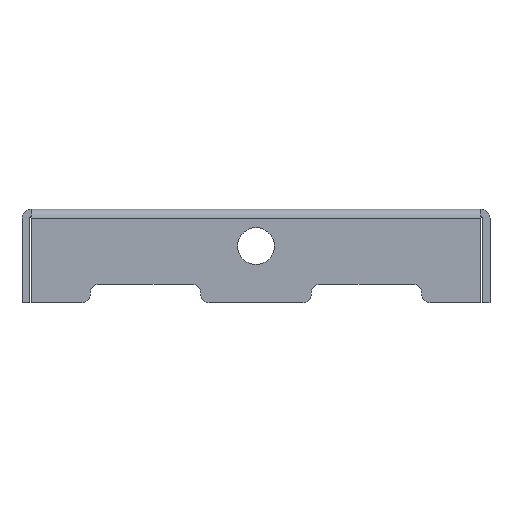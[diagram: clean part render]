
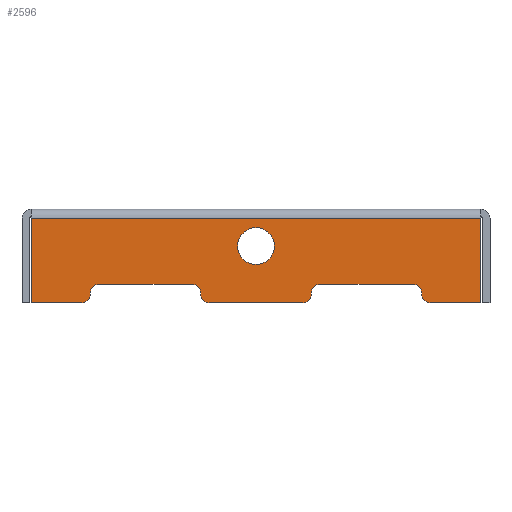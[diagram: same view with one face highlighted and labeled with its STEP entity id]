
A CAD part, front view. The second image highlights one B-rep face of the part: STEP entity #2596.
In plain terms, the highlighted planar face has unit normal (0, -1, 0).
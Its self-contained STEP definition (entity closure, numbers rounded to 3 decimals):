
#185=CIRCLE('',#2843,0.23);
#186=CIRCLE('',#2844,0.23);
#187=CIRCLE('',#2845,0.23);
#188=CIRCLE('',#2846,0.23);
#189=CIRCLE('',#2847,0.23);
#190=CIRCLE('',#2848,0.23);
#191=CIRCLE('',#2849,0.23);
#192=CIRCLE('',#2850,0.23);
#193=CIRCLE('',#2851,0.5);
#610=ORIENTED_EDGE('',*,*,#1240,.F.);
#611=ORIENTED_EDGE('',*,*,#1241,.T.);
#612=ORIENTED_EDGE('',*,*,#1242,.T.);
#613=ORIENTED_EDGE('',*,*,#1243,.T.);
#614=ORIENTED_EDGE('',*,*,#1244,.T.);
#615=ORIENTED_EDGE('',*,*,#1245,.T.);
#616=ORIENTED_EDGE('',*,*,#1246,.F.);
#617=ORIENTED_EDGE('',*,*,#1247,.T.);
#618=ORIENTED_EDGE('',*,*,#1248,.F.);
#619=ORIENTED_EDGE('',*,*,#1249,.T.);
#620=ORIENTED_EDGE('',*,*,#1250,.T.);
#621=ORIENTED_EDGE('',*,*,#1251,.T.);
#622=ORIENTED_EDGE('',*,*,#1252,.T.);
#623=ORIENTED_EDGE('',*,*,#1253,.T.);
#624=ORIENTED_EDGE('',*,*,#1254,.F.);
#625=ORIENTED_EDGE('',*,*,#1232,.F.);
#626=ORIENTED_EDGE('',*,*,#1239,.T.);
#627=ORIENTED_EDGE('',*,*,#1255,.F.);
#628=ORIENTED_EDGE('',*,*,#1256,.F.);
#629=ORIENTED_EDGE('',*,*,#1257,.T.);
#630=ORIENTED_EDGE('',*,*,#1258,.F.);
#1232=EDGE_CURVE('',#1566,#1567,#1786,.T.);
#1239=EDGE_CURVE('',#1566,#1570,#1790,.T.);
#1240=EDGE_CURVE('',#1571,#1572,#1791,.T.);
#1241=EDGE_CURVE('',#1571,#1573,#185,.T.);
#1242=EDGE_CURVE('',#1573,#1574,#1792,.T.);
#1243=EDGE_CURVE('',#1574,#1575,#186,.T.);
#1244=EDGE_CURVE('',#1575,#1576,#1793,.T.);
#1245=EDGE_CURVE('',#1576,#1577,#187,.T.);
#1246=EDGE_CURVE('',#1578,#1577,#1794,.T.);
#1247=EDGE_CURVE('',#1578,#1579,#188,.T.);
#1248=EDGE_CURVE('',#1580,#1579,#1795,.T.);
#1249=EDGE_CURVE('',#1580,#1581,#189,.T.);
#1250=EDGE_CURVE('',#1581,#1582,#1796,.T.);
#1251=EDGE_CURVE('',#1582,#1583,#190,.T.);
#1252=EDGE_CURVE('',#1583,#1584,#1797,.T.);
#1253=EDGE_CURVE('',#1584,#1585,#191,.T.);
#1254=EDGE_CURVE('',#1567,#1585,#1798,.T.);
#1255=EDGE_CURVE('',#1586,#1570,#1799,.T.);
#1256=EDGE_CURVE('',#1587,#1586,#1800,.T.);
#1257=EDGE_CURVE('',#1587,#1572,#192,.T.);
#1258=EDGE_CURVE('',#1588,#1588,#193,.T.);
#1566=VERTEX_POINT('',#4231);
#1567=VERTEX_POINT('',#4232);
#1570=VERTEX_POINT('',#4242);
#1571=VERTEX_POINT('',#4246);
#1572=VERTEX_POINT('',#4247);
#1573=VERTEX_POINT('',#4249);
#1574=VERTEX_POINT('',#4251);
#1575=VERTEX_POINT('',#4253);
#1576=VERTEX_POINT('',#4255);
#1577=VERTEX_POINT('',#4257);
#1578=VERTEX_POINT('',#4259);
#1579=VERTEX_POINT('',#4261);
#1580=VERTEX_POINT('',#4263);
#1581=VERTEX_POINT('',#4265);
#1582=VERTEX_POINT('',#4267);
#1583=VERTEX_POINT('',#4269);
#1584=VERTEX_POINT('',#4271);
#1585=VERTEX_POINT('',#4273);
#1586=VERTEX_POINT('',#4276);
#1587=VERTEX_POINT('',#4278);
#1588=VERTEX_POINT('',#4281);
#1786=LINE('',#4230,#2038);
#1790=LINE('',#4243,#2042);
#1791=LINE('',#4245,#2043);
#1792=LINE('',#4250,#2044);
#1793=LINE('',#4254,#2045);
#1794=LINE('',#4258,#2046);
#1795=LINE('',#4262,#2047);
#1796=LINE('',#4266,#2048);
#1797=LINE('',#4270,#2049);
#1798=LINE('',#4274,#2050);
#1799=LINE('',#4275,#2051);
#1800=LINE('',#4277,#2052);
#2038=VECTOR('',#3400,1000.);
#2042=VECTOR('',#3412,1000.);
#2043=VECTOR('',#3415,1000.);
#2044=VECTOR('',#3418,1000.);
#2045=VECTOR('',#3421,1000.);
#2046=VECTOR('',#3424,1000.);
#2047=VECTOR('',#3427,1000.);
#2048=VECTOR('',#3430,1000.);
#2049=VECTOR('',#3433,1000.);
#2050=VECTOR('',#3436,1000.);
#2051=VECTOR('',#3437,1000.);
#2052=VECTOR('',#3438,1000.);
#2223=EDGE_LOOP('',(#610,#611,#612,#613,#614,#615,#616,#617,#618,#619,#620,
#621,#622,#623,#624,#625,#626,#627,#628,#629));
#2224=EDGE_LOOP('',(#630));
#2381=FACE_BOUND('',#2223,.T.);
#2382=FACE_BOUND('',#2224,.T.);
#2500=PLANE('',#2842);
#2596=ADVANCED_FACE('',(#2381,#2382),#2500,.F.);
#2842=AXIS2_PLACEMENT_3D('',#4244,#3413,#3414);
#2843=AXIS2_PLACEMENT_3D('',#4248,#3416,#3417);
#2844=AXIS2_PLACEMENT_3D('',#4252,#3419,#3420);
#2845=AXIS2_PLACEMENT_3D('',#4256,#3422,#3423);
#2846=AXIS2_PLACEMENT_3D('',#4260,#3425,#3426);
#2847=AXIS2_PLACEMENT_3D('',#4264,#3428,#3429);
#2848=AXIS2_PLACEMENT_3D('',#4268,#3431,#3432);
#2849=AXIS2_PLACEMENT_3D('',#4272,#3434,#3435);
#2850=AXIS2_PLACEMENT_3D('',#4279,#3439,#3440);
#2851=AXIS2_PLACEMENT_3D('',#4280,#3441,#3442);
#3400=DIRECTION('',(0.,0.,-1.));
#3412=DIRECTION('',(-1.,0.,0.));
#3413=DIRECTION('',(0.,1.,0.));
#3414=DIRECTION('',(0.,0.,1.));
#3415=DIRECTION('',(0.,0.,-1.));
#3416=DIRECTION('',(0.,1.,0.));
#3417=DIRECTION('',(-1.,0.,0.));
#3418=DIRECTION('',(1.,0.,0.));
#3419=DIRECTION('',(0.,1.,0.));
#3420=DIRECTION('',(0.,0.,1.));
#3421=DIRECTION('',(0.,0.,-1.));
#3422=DIRECTION('',(0.,-1.,0.));
#3423=DIRECTION('',(-1.,0.,0.));
#3424=DIRECTION('',(-1.,0.,0.));
#3425=DIRECTION('',(0.,-1.,0.));
#3426=DIRECTION('',(0.,0.,-1.));
#3427=DIRECTION('',(0.,0.,-1.));
#3428=DIRECTION('',(0.,1.,0.));
#3429=DIRECTION('',(-1.,0.,0.));
#3430=DIRECTION('',(1.,0.,0.));
#3431=DIRECTION('',(0.,1.,0.));
#3432=DIRECTION('',(0.,0.,1.));
#3433=DIRECTION('',(0.,0.,-1.));
#3434=DIRECTION('',(0.,-1.,0.));
#3435=DIRECTION('',(-1.,0.,0.));
#3436=DIRECTION('',(-1.,0.,0.));
#3437=DIRECTION('',(0.,0.,1.));
#3438=DIRECTION('',(-1.,0.,0.));
#3439=DIRECTION('',(0.,-1.,0.));
#3440=DIRECTION('',(0.,0.,-1.));
#3441=DIRECTION('',(0.,-1.,0.));
#3442=DIRECTION('',(-1.,0.,0.));
#4230=CARTESIAN_POINT('',(6.1,-6.83,5.75));
#4231=CARTESIAN_POINT('',(6.1,-6.83,5.75));
#4232=CARTESIAN_POINT('',(6.1,-6.83,3.46));
#4242=CARTESIAN_POINT('',(-6.1,-6.83,5.75));
#4243=CARTESIAN_POINT('',(6.1,-6.83,5.75));
#4244=CARTESIAN_POINT('',(0.,-6.83,0.));
#4245=CARTESIAN_POINT('',(-4.5,-6.83,3.73));
#4246=CARTESIAN_POINT('',(-4.5,-6.83,3.73));
#4247=CARTESIAN_POINT('',(-4.5,-6.83,3.69));
#4248=CARTESIAN_POINT('',(-4.27,-6.83,3.73));
#4249=CARTESIAN_POINT('',(-4.27,-6.83,3.96));
#4250=CARTESIAN_POINT('',(-4.27,-6.83,3.96));
#4251=CARTESIAN_POINT('',(-1.73,-6.83,3.96));
#4252=CARTESIAN_POINT('',(-1.73,-6.83,3.73));
#4253=CARTESIAN_POINT('',(-1.5,-6.83,3.73));
#4254=CARTESIAN_POINT('',(-1.5,-6.83,3.73));
#4255=CARTESIAN_POINT('',(-1.5,-6.83,3.69));
#4256=CARTESIAN_POINT('',(-1.27,-6.83,3.69));
#4257=CARTESIAN_POINT('',(-1.27,-6.83,3.46));
#4258=CARTESIAN_POINT('',(1.27,-6.83,3.46));
#4259=CARTESIAN_POINT('',(1.27,-6.83,3.46));
#4260=CARTESIAN_POINT('',(1.27,-6.83,3.69));
#4261=CARTESIAN_POINT('',(1.5,-6.83,3.69));
#4262=CARTESIAN_POINT('',(1.5,-6.83,3.73));
#4263=CARTESIAN_POINT('',(1.5,-6.83,3.73));
#4264=CARTESIAN_POINT('',(1.73,-6.83,3.73));
#4265=CARTESIAN_POINT('',(1.73,-6.83,3.96));
#4266=CARTESIAN_POINT('',(1.73,-6.83,3.96));
#4267=CARTESIAN_POINT('',(4.27,-6.83,3.96));
#4268=CARTESIAN_POINT('',(4.27,-6.83,3.73));
#4269=CARTESIAN_POINT('',(4.5,-6.83,3.73));
#4270=CARTESIAN_POINT('',(4.5,-6.83,3.73));
#4271=CARTESIAN_POINT('',(4.5,-6.83,3.69));
#4272=CARTESIAN_POINT('',(4.73,-6.83,3.69));
#4273=CARTESIAN_POINT('',(4.73,-6.83,3.46));
#4274=CARTESIAN_POINT('',(6.1,-6.83,3.46));
#4275=CARTESIAN_POINT('',(-6.1,-6.83,3.46));
#4276=CARTESIAN_POINT('',(-6.1,-6.83,3.46));
#4277=CARTESIAN_POINT('',(-4.73,-6.83,3.46));
#4278=CARTESIAN_POINT('',(-4.73,-6.83,3.46));
#4279=CARTESIAN_POINT('',(-4.73,-6.83,3.69));
#4280=CARTESIAN_POINT('',(0.,-6.83,5.));
#4281=CARTESIAN_POINT('',(-0.5,-6.83,5.));
